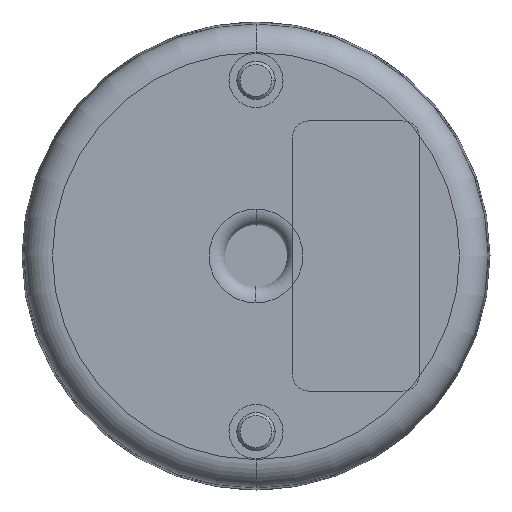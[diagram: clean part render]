
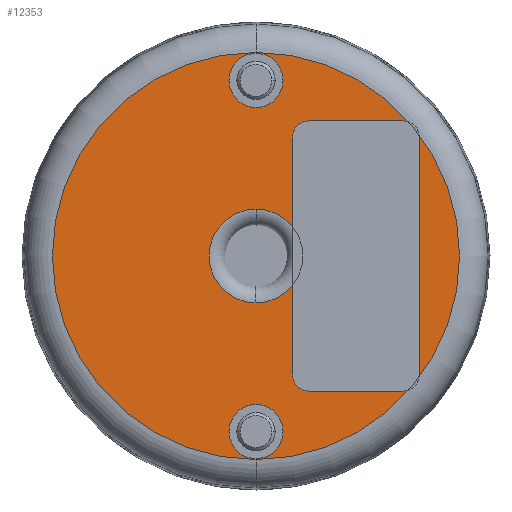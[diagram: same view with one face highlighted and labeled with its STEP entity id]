
A CAD part, front view. The second image highlights one B-rep face of the part: STEP entity #12353.
In plain terms, the highlighted planar face has unit normal (0, -1, 0).
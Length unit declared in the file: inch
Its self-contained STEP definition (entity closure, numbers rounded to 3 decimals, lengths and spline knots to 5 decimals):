
#11946=CARTESIAN_POINT('',(0.,-0.21522,0.65));
#11947=DIRECTION('',(0.,-1.,0.));
#11948=DIRECTION('',(0.,0.,1.));
#11949=AXIS2_PLACEMENT_3D('',#11946,#11947,#11948);
#11951=CARTESIAN_POINT('',(0.,-0.21522,0.65));
#11952=DIRECTION('',(0.,-1.,0.));
#11953=DIRECTION('',(0.,0.,-1.));
#11954=AXIS2_PLACEMENT_3D('',#11951,#11952,#11953);
#11956=CARTESIAN_POINT('',(0.,-0.21522,-0.65));
#11957=DIRECTION('',(0.,1.,0.));
#11958=DIRECTION('',(0.,0.,-1.));
#11959=AXIS2_PLACEMENT_3D('',#11956,#11957,#11958);
#11961=CARTESIAN_POINT('',(0.,-0.21522,-0.65));
#11962=DIRECTION('',(0.,1.,0.));
#11963=DIRECTION('',(0.,0.,1.));
#11964=AXIS2_PLACEMENT_3D('',#11961,#11962,#11963);
#11966=CARTESIAN_POINT('',(0.,-0.21522,0.));
#11967=DIRECTION('',(0.,-1.,0.));
#11968=DIRECTION('',(0.,0.,1.));
#11969=AXIS2_PLACEMENT_3D('',#11966,#11967,#11968);
#11981=CARTESIAN_POINT('',(0.,-0.21522,0.));
#11982=DIRECTION('',(0.,-1.,0.));
#11983=DIRECTION('',(0.,0.,-1.));
#11984=AXIS2_PLACEMENT_3D('',#11981,#11982,#11983);
#12194=CARTESIAN_POINT('',(0.,-0.21522,0.));
#12195=DIRECTION('',(0.,1.,0.));
#12196=DIRECTION('',(0.,0.,-1.));
#12197=AXIS2_PLACEMENT_3D('',#12194,#12195,#12196);
#12209=CARTESIAN_POINT('',(0.,-0.21522,0.));
#12210=DIRECTION('',(0.,1.,0.));
#12211=DIRECTION('',(0.,0.,1.));
#12212=AXIS2_PLACEMENT_3D('',#12209,#12210,#12211);
#12228=CARTESIAN_POINT('',(0.,-0.21522,0.75343));
#12229=CARTESIAN_POINT('',(0.,-0.21522,-0.75343));
#12230=VERTEX_POINT('',#12228);
#12231=VERTEX_POINT('',#12229);
#12236=CARTESIAN_POINT('',(0.,-0.21522,0.7502));
#12237=CARTESIAN_POINT('',(0.,-0.21522,0.5498));
#12238=VERTEX_POINT('',#12236);
#12239=VERTEX_POINT('',#12237);
#12240=CARTESIAN_POINT('',(0.,-0.21522,-0.7502));
#12241=CARTESIAN_POINT('',(0.,-0.21522,-0.5498));
#12242=VERTEX_POINT('',#12240);
#12243=VERTEX_POINT('',#12241);
#12316=CARTESIAN_POINT('',(0.,-0.21522,-0.17324));
#12317=CARTESIAN_POINT('',(0.,-0.21522,0.17324));
#12318=VERTEX_POINT('',#12316);
#12319=VERTEX_POINT('',#12317);
#12324=CARTESIAN_POINT('',(0.,-0.21522,0.));
#12325=DIRECTION('',(0.,-1.,0.));
#12326=DIRECTION('',(0.,0.,-1.));
#12327=AXIS2_PLACEMENT_3D('',#12324,#12325,#12326);
#12328=PLANE('',#12327);
#12330=ORIENTED_EDGE('',*,*,#12329,.F.);
#12332=ORIENTED_EDGE('',*,*,#12331,.F.);
#12333=EDGE_LOOP('',(#12330,#12332));
#12334=FACE_OUTER_BOUND('',#12333,.F.);
#12336=ORIENTED_EDGE('',*,*,#12335,.T.);
#12338=ORIENTED_EDGE('',*,*,#12337,.T.);
#12339=EDGE_LOOP('',(#12336,#12338));
#12340=FACE_BOUND('',#12339,.F.);
#12342=ORIENTED_EDGE('',*,*,#12341,.F.);
#12344=ORIENTED_EDGE('',*,*,#12343,.F.);
#12345=EDGE_LOOP('',(#12342,#12344));
#12346=FACE_BOUND('',#12345,.F.);
#12348=ORIENTED_EDGE('',*,*,#12347,.F.);
#12350=ORIENTED_EDGE('',*,*,#12349,.F.);
#12351=EDGE_LOOP('',(#12348,#12350));
#12352=FACE_BOUND('',#12351,.F.);
#11950=CIRCLE('',#11949,0.1002);
#11955=CIRCLE('',#11954,0.1002);
#11960=CIRCLE('',#11959,0.1002);
#11965=CIRCLE('',#11964,0.1002);
#11970=CIRCLE('',#11969,0.75343);
#11985=CIRCLE('',#11984,0.75343);
#12198=CIRCLE('',#12197,0.17324);
#12213=CIRCLE('',#12212,0.17324);
#12329=EDGE_CURVE('',#12230,#12231,#11970,.T.);
#12331=EDGE_CURVE('',#12231,#12230,#11985,.T.);
#12335=EDGE_CURVE('',#12238,#12239,#11950,.T.);
#12337=EDGE_CURVE('',#12239,#12238,#11955,.T.);
#12341=EDGE_CURVE('',#12242,#12243,#11960,.T.);
#12343=EDGE_CURVE('',#12243,#12242,#11965,.T.);
#12347=EDGE_CURVE('',#12318,#12319,#12198,.T.);
#12349=EDGE_CURVE('',#12319,#12318,#12213,.T.);
#12353=ADVANCED_FACE('',(#12334,#12340,#12346,#12352),#12328,.T.);
